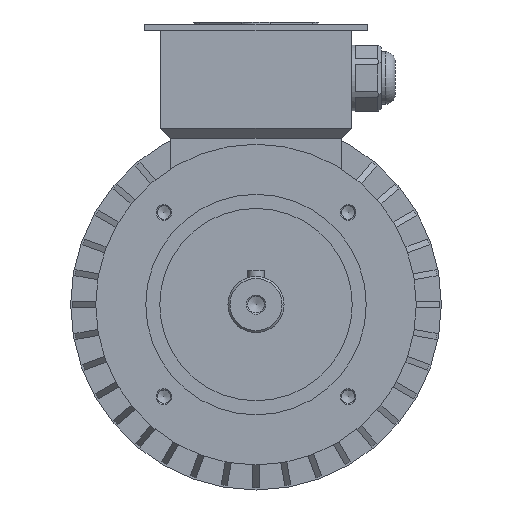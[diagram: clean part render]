
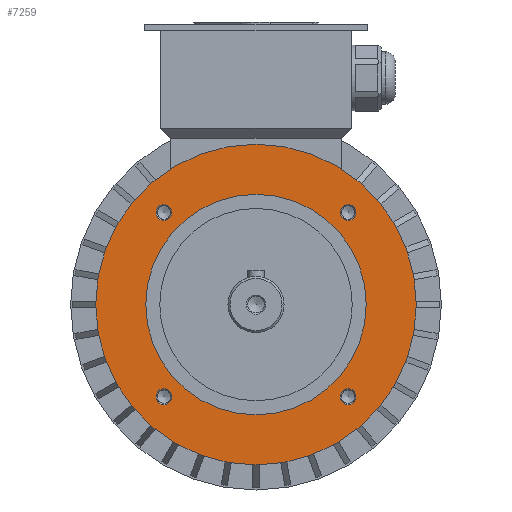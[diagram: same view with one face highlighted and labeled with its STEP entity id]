
A CAD part, front view. The second image highlights one B-rep face of the part: STEP entity #7259.
In plain terms, the highlighted planar face has unit normal (0, -1, 0).
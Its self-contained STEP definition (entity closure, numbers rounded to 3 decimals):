
#220=CIRCLE('',#7506,3.924);
#224=CIRCLE('',#7514,3.924);
#228=CIRCLE('',#7522,3.924);
#318=CIRCLE('',#7693,80.);
#320=CIRCLE('',#7696,3.924);
#321=CIRCLE('',#7697,55.);
#825=ORIENTED_EDGE('',*,*,#1982,.T.);
#826=ORIENTED_EDGE('',*,*,#1986,.T.);
#827=ORIENTED_EDGE('',*,*,#1990,.T.);
#828=ORIENTED_EDGE('',*,*,#2294,.T.);
#829=ORIENTED_EDGE('',*,*,#2295,.T.);
#830=ORIENTED_EDGE('',*,*,#2292,.F.);
#1982=EDGE_CURVE('',#2751,#2751,#220,.T.);
#1986=EDGE_CURVE('',#2756,#2756,#224,.T.);
#1990=EDGE_CURVE('',#2761,#2761,#228,.T.);
#2292=EDGE_CURVE('',#3014,#3014,#318,.T.);
#2294=EDGE_CURVE('',#3016,#3016,#320,.T.);
#2295=EDGE_CURVE('',#3017,#3017,#321,.T.);
#2751=VERTEX_POINT('',#9618);
#2756=VERTEX_POINT('',#9631);
#2761=VERTEX_POINT('',#9644);
#3014=VERTEX_POINT('',#10256);
#3016=VERTEX_POINT('',#10261);
#3017=VERTEX_POINT('',#10263);
#4297=EDGE_LOOP('',(#825));
#4298=EDGE_LOOP('',(#826));
#4299=EDGE_LOOP('',(#827));
#4300=EDGE_LOOP('',(#828));
#4301=EDGE_LOOP('',(#829));
#4302=EDGE_LOOP('',(#830));
#4644=FACE_BOUND('',#4297,.T.);
#4645=FACE_BOUND('',#4298,.T.);
#4646=FACE_BOUND('',#4299,.T.);
#4647=FACE_BOUND('',#4300,.T.);
#4648=FACE_BOUND('',#4301,.T.);
#4649=FACE_BOUND('',#4302,.T.);
#4959=PLANE('',#7695);
#7259=ADVANCED_FACE('',(#4644,#4645,#4646,#4647,#4648,#4649),#4959,.F.);
#7506=AXIS2_PLACEMENT_3D('',#9617,#8066,#8067);
#7514=AXIS2_PLACEMENT_3D('',#9630,#8082,#8083);
#7522=AXIS2_PLACEMENT_3D('',#9643,#8098,#8099);
#7693=AXIS2_PLACEMENT_3D('',#10255,#8628,#8629);
#7695=AXIS2_PLACEMENT_3D('',#10259,#8632,#8633);
#7696=AXIS2_PLACEMENT_3D('',#10260,#8634,#8635);
#7697=AXIS2_PLACEMENT_3D('',#10262,#8636,#8637);
#8066=DIRECTION('',(0.,1.,0.));
#8067=DIRECTION('',(0.,0.,1.));
#8082=DIRECTION('',(0.,1.,0.));
#8083=DIRECTION('',(-1.,0.,0.));
#8098=DIRECTION('',(0.,1.,0.));
#8099=DIRECTION('',(0.,0.,-1.));
#8628=DIRECTION('',(0.,1.,0.));
#8629=DIRECTION('',(1.,0.,0.));
#8632=DIRECTION('',(0.,1.,0.));
#8633=DIRECTION('',(0.,0.,1.));
#8634=DIRECTION('',(0.,1.,0.));
#8635=DIRECTION('',(1.,0.,0.));
#8636=DIRECTION('',(0.,1.,0.));
#8637=DIRECTION('',(1.,0.,0.));
#9617=CARTESIAN_POINT('',(-45.962,-35.,-45.962));
#9618=CARTESIAN_POINT('',(-45.962,-35.,-42.038));
#9630=CARTESIAN_POINT('',(45.962,-35.,-45.962));
#9631=CARTESIAN_POINT('',(42.038,-35.,-45.962));
#9643=CARTESIAN_POINT('',(45.962,-35.,45.962));
#9644=CARTESIAN_POINT('',(45.962,-35.,42.038));
#10255=CARTESIAN_POINT('',(0.,-35.,0.));
#10256=CARTESIAN_POINT('',(80.,-35.,0.));
#10259=CARTESIAN_POINT('',(0.,-35.,0.));
#10260=CARTESIAN_POINT('',(-45.962,-35.,45.962));
#10261=CARTESIAN_POINT('',(-42.038,-35.,45.962));
#10262=CARTESIAN_POINT('',(0.,-35.,0.));
#10263=CARTESIAN_POINT('',(55.,-35.,0.));
